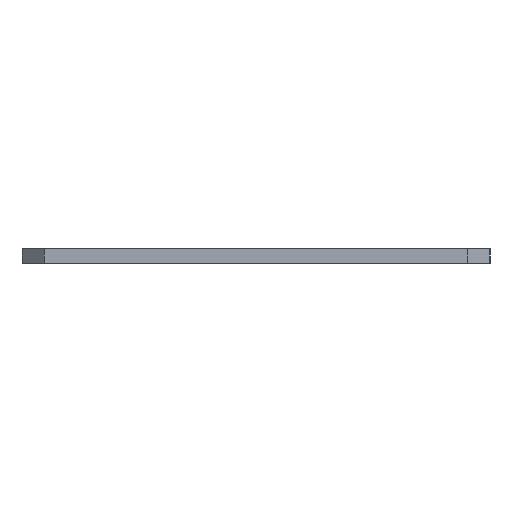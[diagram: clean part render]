
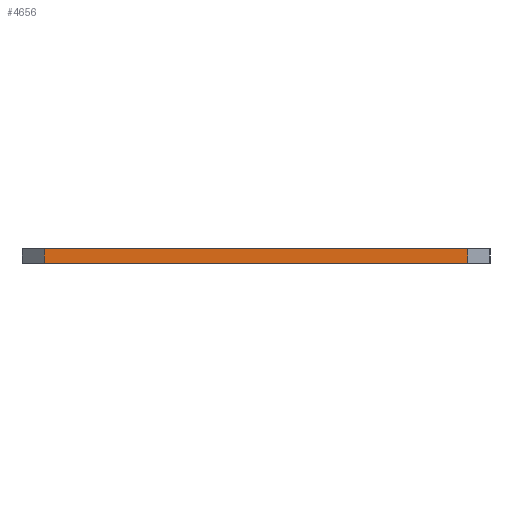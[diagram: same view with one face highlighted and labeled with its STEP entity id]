
A CAD part, left-side view. The second image highlights one B-rep face of the part: STEP entity #4656.
In plain terms, the highlighted planar face has unit normal (-1, 0, 0).
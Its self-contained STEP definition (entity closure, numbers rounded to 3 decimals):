
#83 = PLANE('',#84);
#84 = AXIS2_PLACEMENT_3D('',#85,#86,#87);
#85 = CARTESIAN_POINT('',(147.715,-105.004,1.6));
#86 = DIRECTION('',(-0.,-0.,-1.));
#87 = DIRECTION('',(-1.,0.,0.));
#111 = PLANE('',#112);
#112 = AXIS2_PLACEMENT_3D('',#113,#114,#115);
#113 = CARTESIAN_POINT('',(112.306,-131.674,0.));
#114 = DIRECTION('',(-0.707,-0.707,0.));
#115 = DIRECTION('',(-0.707,0.707,0.));
#137 = PLANE('',#138);
#138 = AXIS2_PLACEMENT_3D('',#139,#140,#141);
#139 = CARTESIAN_POINT('',(147.715,-105.004,0.));
#140 = DIRECTION('',(-0.,-0.,-1.));
#141 = DIRECTION('',(-1.,0.,0.));
#230 = VERTEX_POINT('',#231);
#231 = CARTESIAN_POINT('',(109.766,-129.134,1.6));
#252 = EDGE_CURVE('',#253,#230,#255,.T.);
#253 = VERTEX_POINT('',#254);
#254 = CARTESIAN_POINT('',(109.766,-129.134,0.));
#255 = SURFACE_CURVE('',#256,(#260,#267),.PCURVE_S1.);
#256 = LINE('',#257,#258);
#257 = CARTESIAN_POINT('',(109.766,-129.134,0.));
#258 = VECTOR('',#259,1.);
#259 = DIRECTION('',(0.,0.,1.));
#260 = PCURVE('',#111,#261);
#261 = DEFINITIONAL_REPRESENTATION('',(#262),#266);
#262 = LINE('',#263,#264);
#263 = CARTESIAN_POINT('',(3.592,0.));
#264 = VECTOR('',#265,1.);
#265 = DIRECTION('',(0.,-1.));
#266 = ( GEOMETRIC_REPRESENTATION_CONTEXT(2) 
PARAMETRIC_REPRESENTATION_CONTEXT() REPRESENTATION_CONTEXT('2D SPACE',''
  ) );
#267 = PCURVE('',#268,#273);
#268 = PLANE('',#269);
#269 = AXIS2_PLACEMENT_3D('',#270,#271,#272);
#270 = CARTESIAN_POINT('',(109.766,-129.134,0.));
#271 = DIRECTION('',(-1.,0.,0.));
#272 = DIRECTION('',(0.,1.,0.));
#273 = DEFINITIONAL_REPRESENTATION('',(#274),#278);
#274 = LINE('',#275,#276);
#275 = CARTESIAN_POINT('',(0.,0.));
#276 = VECTOR('',#277,1.);
#277 = DIRECTION('',(0.,-1.));
#278 = ( GEOMETRIC_REPRESENTATION_CONTEXT(2) 
PARAMETRIC_REPRESENTATION_CONTEXT() REPRESENTATION_CONTEXT('2D SPACE',''
  ) );
#306 = EDGE_CURVE('',#253,#307,#309,.T.);
#307 = VERTEX_POINT('',#308);
#308 = CARTESIAN_POINT('',(109.766,-80.874,0.));
#309 = SURFACE_CURVE('',#310,(#314,#321),.PCURVE_S1.);
#310 = LINE('',#311,#312);
#311 = CARTESIAN_POINT('',(109.766,-129.134,0.));
#312 = VECTOR('',#313,1.);
#313 = DIRECTION('',(0.,1.,0.));
#314 = PCURVE('',#137,#315);
#315 = DEFINITIONAL_REPRESENTATION('',(#316),#320);
#316 = LINE('',#317,#318);
#317 = CARTESIAN_POINT('',(37.949,-24.13));
#318 = VECTOR('',#319,1.);
#319 = DIRECTION('',(0.,1.));
#320 = ( GEOMETRIC_REPRESENTATION_CONTEXT(2) 
PARAMETRIC_REPRESENTATION_CONTEXT() REPRESENTATION_CONTEXT('2D SPACE',''
  ) );
#321 = PCURVE('',#268,#322);
#322 = DEFINITIONAL_REPRESENTATION('',(#323),#327);
#323 = LINE('',#324,#325);
#324 = CARTESIAN_POINT('',(0.,0.));
#325 = VECTOR('',#326,1.);
#326 = DIRECTION('',(1.,0.));
#327 = ( GEOMETRIC_REPRESENTATION_CONTEXT(2) 
PARAMETRIC_REPRESENTATION_CONTEXT() REPRESENTATION_CONTEXT('2D SPACE',''
  ) );
#345 = PLANE('',#346);
#346 = AXIS2_PLACEMENT_3D('',#347,#348,#349);
#347 = CARTESIAN_POINT('',(109.766,-80.874,0.));
#348 = DIRECTION('',(-0.707,0.707,0.));
#349 = DIRECTION('',(0.707,0.707,0.));
#2638 = EDGE_CURVE('',#230,#2639,#2641,.T.);
#2639 = VERTEX_POINT('',#2640);
#2640 = CARTESIAN_POINT('',(109.766,-80.874,1.6));
#2641 = SURFACE_CURVE('',#2642,(#2646,#2653),.PCURVE_S1.);
#2642 = LINE('',#2643,#2644);
#2643 = CARTESIAN_POINT('',(109.766,-129.134,1.6));
#2644 = VECTOR('',#2645,1.);
#2645 = DIRECTION('',(0.,1.,0.));
#2646 = PCURVE('',#83,#2647);
#2647 = DEFINITIONAL_REPRESENTATION('',(#2648),#2652);
#2648 = LINE('',#2649,#2650);
#2649 = CARTESIAN_POINT('',(37.949,-24.13));
#2650 = VECTOR('',#2651,1.);
#2651 = DIRECTION('',(0.,1.));
#2652 = ( GEOMETRIC_REPRESENTATION_CONTEXT(2) 
PARAMETRIC_REPRESENTATION_CONTEXT() REPRESENTATION_CONTEXT('2D SPACE',''
  ) );
#2653 = PCURVE('',#268,#2654);
#2654 = DEFINITIONAL_REPRESENTATION('',(#2655),#2659);
#2655 = LINE('',#2656,#2657);
#2656 = CARTESIAN_POINT('',(0.,-1.6));
#2657 = VECTOR('',#2658,1.);
#2658 = DIRECTION('',(1.,0.));
#2659 = ( GEOMETRIC_REPRESENTATION_CONTEXT(2) 
PARAMETRIC_REPRESENTATION_CONTEXT() REPRESENTATION_CONTEXT('2D SPACE',''
  ) );
#4656 = ADVANCED_FACE('',(#4657),#268,.T.);
#4657 = FACE_BOUND('',#4658,.T.);
#4658 = EDGE_LOOP('',(#4659,#4660,#4661,#4682));
#4659 = ORIENTED_EDGE('',*,*,#252,.T.);
#4660 = ORIENTED_EDGE('',*,*,#2638,.T.);
#4661 = ORIENTED_EDGE('',*,*,#4662,.F.);
#4662 = EDGE_CURVE('',#307,#2639,#4663,.T.);
#4663 = SURFACE_CURVE('',#4664,(#4668,#4675),.PCURVE_S1.);
#4664 = LINE('',#4665,#4666);
#4665 = CARTESIAN_POINT('',(109.766,-80.874,0.));
#4666 = VECTOR('',#4667,1.);
#4667 = DIRECTION('',(0.,0.,1.));
#4668 = PCURVE('',#268,#4669);
#4669 = DEFINITIONAL_REPRESENTATION('',(#4670),#4674);
#4670 = LINE('',#4671,#4672);
#4671 = CARTESIAN_POINT('',(48.26,0.));
#4672 = VECTOR('',#4673,1.);
#4673 = DIRECTION('',(0.,-1.));
#4674 = ( GEOMETRIC_REPRESENTATION_CONTEXT(2) 
PARAMETRIC_REPRESENTATION_CONTEXT() REPRESENTATION_CONTEXT('2D SPACE',''
  ) );
#4675 = PCURVE('',#345,#4676);
#4676 = DEFINITIONAL_REPRESENTATION('',(#4677),#4681);
#4677 = LINE('',#4678,#4679);
#4678 = CARTESIAN_POINT('',(0.,0.));
#4679 = VECTOR('',#4680,1.);
#4680 = DIRECTION('',(0.,-1.));
#4681 = ( GEOMETRIC_REPRESENTATION_CONTEXT(2) 
PARAMETRIC_REPRESENTATION_CONTEXT() REPRESENTATION_CONTEXT('2D SPACE',''
  ) );
#4682 = ORIENTED_EDGE('',*,*,#306,.F.);
